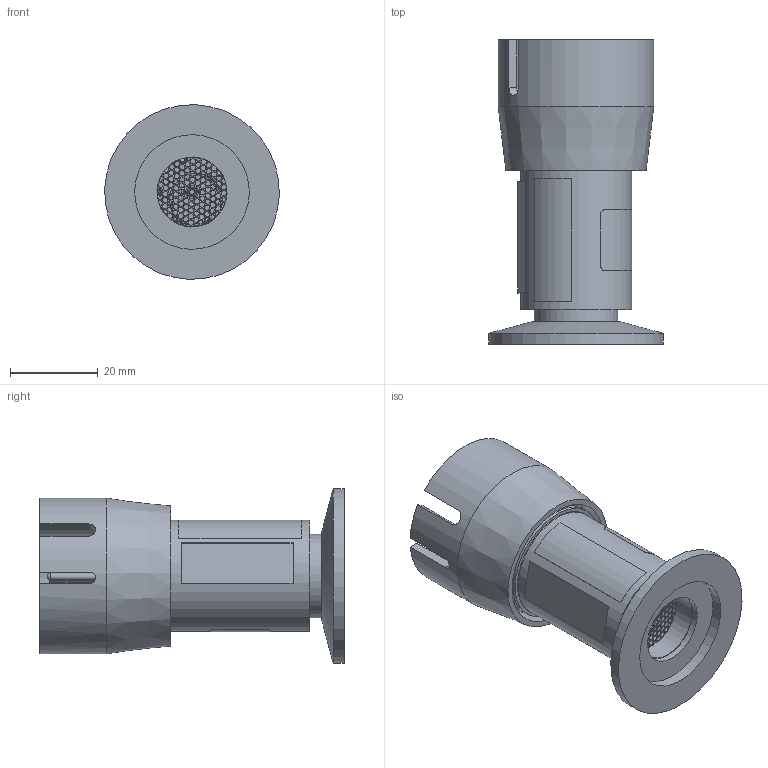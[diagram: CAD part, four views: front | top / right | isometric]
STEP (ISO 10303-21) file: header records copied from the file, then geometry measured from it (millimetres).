
FILE_DESCRIPTION (( 'STEP AP214' ), '1' );
FILE_NAME ('399-762 KF25.STEP', '2018-02-06T21:28:00', ( '' ), ( '' ), 'SwSTEP 2.0', 'SolidWorks 2013', '' );
FILE_SCHEMA (( 'AUTOMOTIVE_DESIGN' ));
Length unit declared in the file: inch
Products named in the file (1): 399-762 KF25
Bounding box: 39.84 x 69.47 x 39.84 mm (x, y, z)
Surface area: 17826.3 mm2 (no closed solid volume)
Topology: 0 solids, 19 shells, 173 faces, 931 edges, 761 vertices
Faces by surface type: cylinder 109, plane 35, torus 10, bspline 10, sphere 5, cone 4
Full cylindrical faces by diameter (mm): 0.762 x1, 1.194 x69, 1.575 x5, 2.057 x5, 2.845 x1, 15.748 x1, 16.002 x1, 19.05 x1, 23.622 x1, 25.4 x2, 26.162 x1, 27.178 x1, 29.337 x1, 31.242 x1, 35.56 x1, 39.878 x1
Entity records: 11773 total; most frequent: CARTESIAN_POINT 2171, DIRECTION 1631, ORIENTED_EDGE 994, EDGE_CURVE 799, VERTEX_POINT 736, AXIS2_PLACEMENT_3D 716, CIRCLE 552, EDGE_LOOP 542
